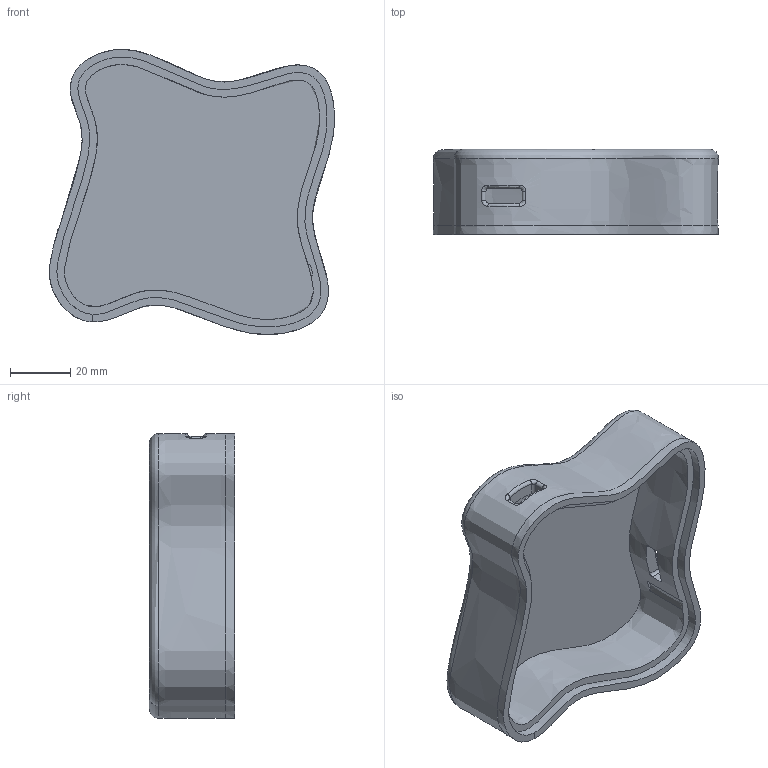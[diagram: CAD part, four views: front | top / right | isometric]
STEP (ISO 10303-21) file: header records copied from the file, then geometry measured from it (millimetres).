
FILE_DESCRIPTION(('STEP AP203'), '1');
FILE_NAME('浯1', '', ('UNSPECIFIED'), ('UNSPECIFIED'), 'C3D Converter', 'C3D Toolkit', '');
FILE_SCHEMA(('CONFIG_CONTROL_DESIGN'));
Length unit declared in the file: millimetre
Bounding box: 94.34 x 28.14 x 94.28 mm (x, y, z)
Surface area: 31572.6 mm2 (no closed solid volume)
Topology: 0 solids, 1 shells, 45 faces, 106 edges, 62 vertices
Faces by surface type: plane 16, bspline 13, cylinder 12, extrusion 4
Entity records: 8777 total; most frequent: CARTESIAN_POINT 7882, ORIENTED_EDGE 204, DIRECTION 116, EDGE_CURVE 103, VERTEX_POINT 62, B_SPLINE_CURVE_WITH_KNOTS 58, EDGE_LOOP 53, FACE_BOUND 49
